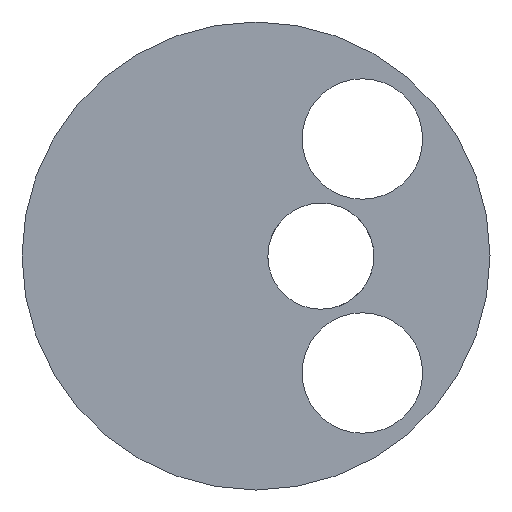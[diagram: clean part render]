
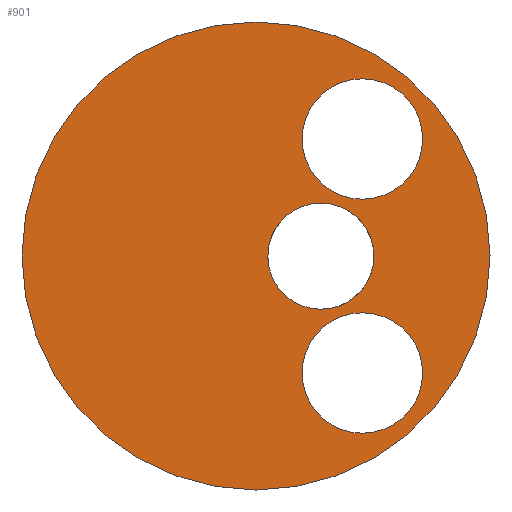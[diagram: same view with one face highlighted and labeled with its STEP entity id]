
A CAD part, front view. The second image highlights one B-rep face of the part: STEP entity #901.
In plain terms, the highlighted planar face has unit normal (0, -1, 0).
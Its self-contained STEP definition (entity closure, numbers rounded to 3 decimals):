
#20=FACE_BOUND('',#171,.T.);
#21=FACE_BOUND('',#172,.T.);
#22=FACE_BOUND('',#173,.T.);
#67=CIRCLE('',#983,8.5);
#68=CIRCLE('',#985,8.5);
#69=CIRCLE('',#987,7.482);
#71=CIRCLE('',#991,33.);
#118=FACE_OUTER_BOUND('',#170,.T.);
#170=EDGE_LOOP('',(#811));
#171=EDGE_LOOP('',(#812));
#172=EDGE_LOOP('',(#813));
#173=EDGE_LOOP('',(#814));
#426=VERTEX_POINT('',#1501);
#427=VERTEX_POINT('',#1505);
#428=VERTEX_POINT('',#1509);
#430=VERTEX_POINT('',#1516);
#551=EDGE_CURVE('',#426,#426,#67,.T.);
#553=EDGE_CURVE('',#427,#427,#68,.T.);
#555=EDGE_CURVE('',#428,#428,#69,.T.);
#557=EDGE_CURVE('',#430,#430,#71,.T.);
#811=ORIENTED_EDGE('',*,*,#557,.T.);
#812=ORIENTED_EDGE('',*,*,#551,.T.);
#813=ORIENTED_EDGE('',*,*,#553,.T.);
#814=ORIENTED_EDGE('',*,*,#555,.T.);
#854=PLANE('',#992);
#901=ADVANCED_FACE('',(#118,#20,#21,#22),#854,.T.);
#983=AXIS2_PLACEMENT_3D('',#1503,#1236,#1237);
#985=AXIS2_PLACEMENT_3D('',#1507,#1241,#1242);
#987=AXIS2_PLACEMENT_3D('',#1511,#1246,#1247);
#991=AXIS2_PLACEMENT_3D('',#1517,#1254,#1255);
#992=AXIS2_PLACEMENT_3D('',#1519,#1257,#1258);
#1236=DIRECTION('center_axis',(0.,1.,0.));
#1237=DIRECTION('ref_axis',(0.,0.,1.));
#1241=DIRECTION('center_axis',(0.,1.,0.));
#1242=DIRECTION('ref_axis',(0.,0.,1.));
#1246=DIRECTION('center_axis',(0.,1.,0.));
#1247=DIRECTION('ref_axis',(0.,0.,1.));
#1254=DIRECTION('center_axis',(0.,-1.,0.));
#1255=DIRECTION('ref_axis',(1.,0.,0.));
#1257=DIRECTION('center_axis',(0.,-1.,0.));
#1258=DIRECTION('ref_axis',(1.,0.,0.));
#1501=CARTESIAN_POINT('',(21.,0.,8.));
#1503=CARTESIAN_POINT('Origin',(21.,0.,16.5));
#1505=CARTESIAN_POINT('',(21.,0.,-25.));
#1507=CARTESIAN_POINT('Origin',(21.,0.,-16.5));
#1509=CARTESIAN_POINT('',(15.149,0.,-7.508));
#1511=CARTESIAN_POINT('Origin',(15.149,0.,-0.026));
#1516=CARTESIAN_POINT('',(-27.,0.,0.));
#1517=CARTESIAN_POINT('Origin',(6.,0.,0.));
#1519=CARTESIAN_POINT('Origin',(6.,0.,0.));
